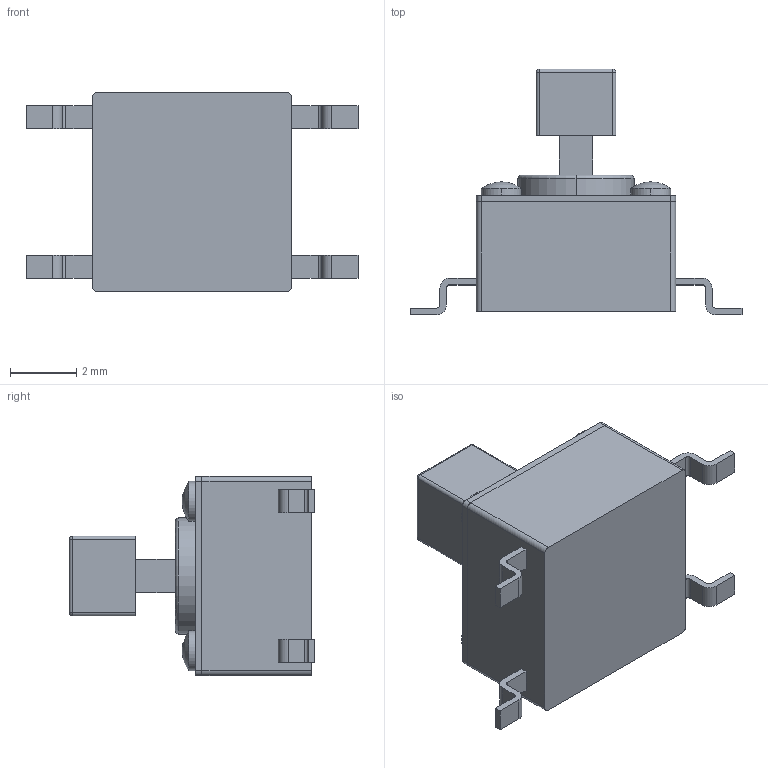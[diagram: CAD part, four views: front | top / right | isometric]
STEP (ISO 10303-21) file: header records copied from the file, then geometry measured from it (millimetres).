
FILE_DESCRIPTION (( 'STEP AP214' ), '1' );
FILE_NAME ('CUI_DEVICES_TS04-66-73-BK-260-SMT.step', '2021-12-18T19:21:33', ( '' ), ( '' ), 'SwSTEP 2.0', 'SolidWorks 2021', '' );
FILE_SCHEMA (( 'AUTOMOTIVE_DESIGN' ));
Length unit declared in the file: inch
Products named in the file (1): CUI_DEVICES_TS04-66-73-BK-260-SMT
Bounding box: 10 x 7.4 x 6 mm (x, y, z)
Volume: 147 mm3; surface area: 278.2 mm2
Topology: 6 solids, 6 shells, 137 faces, 344 edges, 222 vertices
Faces by surface type: plane 67, cylinder 60, sphere 8, torus 2
Entity records: 4109 total; most frequent: DIRECTION 728, CARTESIAN_POINT 680, ORIENTED_EDGE 656, EDGE_CURVE 328, AXIS2_PLACEMENT_3D 262, VERTEX_POINT 214, LINE 204, VECTOR 204
